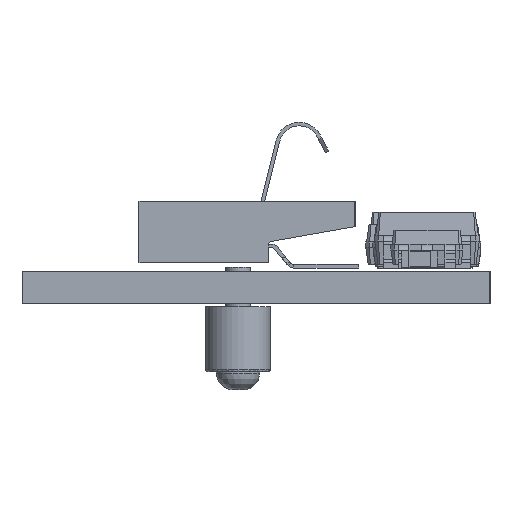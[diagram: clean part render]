
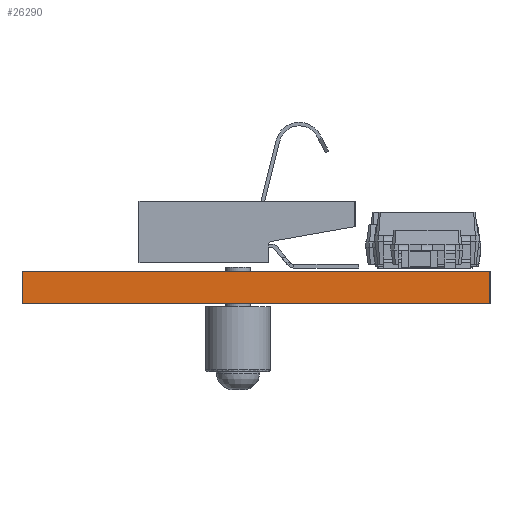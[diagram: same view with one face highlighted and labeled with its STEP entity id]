
A CAD part, left-side view. The second image highlights one B-rep face of the part: STEP entity #26290.
In plain terms, the highlighted planar face has unit normal (-1, 0, 0).
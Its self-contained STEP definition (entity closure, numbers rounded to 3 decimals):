
#24332 = EDGE_CURVE('',#24333,#24335,#24337,.T.);
#24333 = VERTEX_POINT('',#24334);
#24334 = CARTESIAN_POINT('',(57.,-100.,0.));
#24335 = VERTEX_POINT('',#24336);
#24336 = CARTESIAN_POINT('',(57.,-100.,0.91));
#24337 = LINE('',#24338,#24339);
#24338 = CARTESIAN_POINT('',(57.,-100.,0.));
#24339 = VECTOR('',#24340,1.);
#24340 = DIRECTION('',(0.,0.,1.));
#24396 = EDGE_CURVE('',#24397,#24333,#24399,.T.);
#24397 = VERTEX_POINT('',#24398);
#24398 = CARTESIAN_POINT('',(57.,-113.,0.));
#24399 = LINE('',#24400,#24401);
#24400 = CARTESIAN_POINT('',(57.,-113.,0.));
#24401 = VECTOR('',#24402,1.);
#24402 = DIRECTION('',(0.,1.,0.));
#25346 = EDGE_CURVE('',#25347,#24335,#25349,.T.);
#25347 = VERTEX_POINT('',#25348);
#25348 = CARTESIAN_POINT('',(57.,-113.,0.91));
#25349 = LINE('',#25350,#25351);
#25350 = CARTESIAN_POINT('',(57.,-113.,0.91));
#25351 = VECTOR('',#25352,1.);
#25352 = DIRECTION('',(0.,1.,0.));
#26290 = ADVANCED_FACE('',(#26291),#26302,.T.);
#26291 = FACE_BOUND('',#26292,.T.);
#26292 = EDGE_LOOP('',(#26293,#26299,#26300,#26301));
#26293 = ORIENTED_EDGE('',*,*,#26294,.T.);
#26294 = EDGE_CURVE('',#24397,#25347,#26295,.T.);
#26295 = LINE('',#26296,#26297);
#26296 = CARTESIAN_POINT('',(57.,-113.,0.));
#26297 = VECTOR('',#26298,1.);
#26298 = DIRECTION('',(0.,0.,1.));
#26299 = ORIENTED_EDGE('',*,*,#25346,.T.);
#26300 = ORIENTED_EDGE('',*,*,#24332,.F.);
#26301 = ORIENTED_EDGE('',*,*,#24396,.F.);
#26302 = PLANE('',#26303);
#26303 = AXIS2_PLACEMENT_3D('',#26304,#26305,#26306);
#26304 = CARTESIAN_POINT('',(57.,-113.,0.));
#26305 = DIRECTION('',(-1.,0.,0.));
#26306 = DIRECTION('',(0.,1.,0.));
